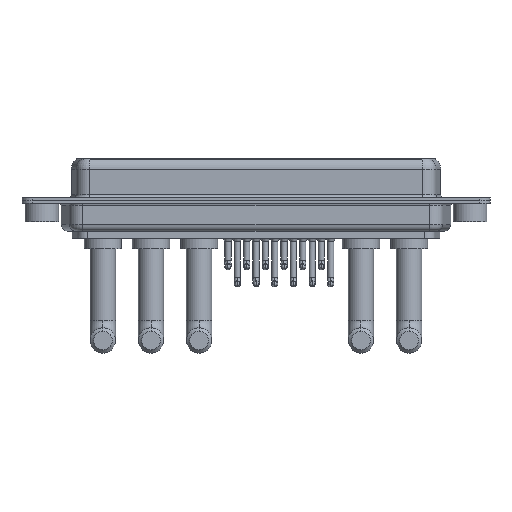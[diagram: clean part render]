
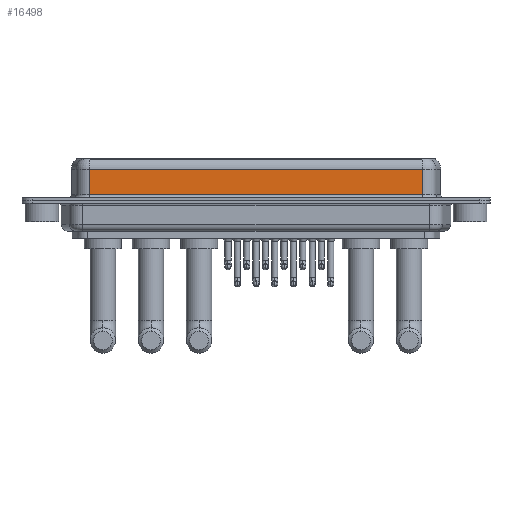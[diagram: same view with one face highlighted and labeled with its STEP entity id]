
A CAD part, front view. The second image highlights one B-rep face of the part: STEP entity #16498.
In plain terms, the highlighted planar face has unit normal (0, -1, 0).
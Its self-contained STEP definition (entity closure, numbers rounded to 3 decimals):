
#86 = PLANE ( 'NONE',  #7700 ) ;
#952 = VECTOR ( 'NONE', #19604, 1000. ) ;
#1465 = ORIENTED_EDGE ( 'NONE', *, *, #12486, .T. ) ;
#1774 = EDGE_CURVE ( 'NONE', #3038, #18426, #18830, .T. ) ;
#2358 = CARTESIAN_POINT ( 'NONE',  ( 56.462, -3.95, 0.9 ) ) ;
#2655 = CARTESIAN_POINT ( 'NONE',  ( 56.462, -3.95, 6.4 ) ) ;
#2850 = VECTOR ( 'NONE', #9225, 1000. ) ;
#2940 = DIRECTION ( 'NONE',  ( 0., 1., 0. ) ) ;
#3038 = VERTEX_POINT ( 'NONE', #19765 ) ;
#5309 = DIRECTION ( 'NONE',  ( 0., 0., -1. ) ) ;
#6265 = CARTESIAN_POINT ( 'NONE',  ( 56.462, -3.95, 4.65 ) ) ;
#6307 = CARTESIAN_POINT ( 'NONE',  ( 56.462, -3.95, 6.4 ) ) ;
#7300 = VECTOR ( 'NONE', #5309, 1000. ) ;
#7700 = AXIS2_PLACEMENT_3D ( 'NONE', #6307, #2940, #9166 ) ;
#7928 = FACE_OUTER_BOUND ( 'NONE', #19999, .T. ) ;
#9166 = DIRECTION ( 'NONE',  ( 0., 0., 1. ) ) ;
#9225 = DIRECTION ( 'NONE',  ( -1., 0., 0. ) ) ;
#10416 = LINE ( 'NONE', #2655, #10747 ) ;
#10686 = VERTEX_POINT ( 'NONE', #14233 ) ;
#10747 = VECTOR ( 'NONE', #15331, 1000. ) ;
#12347 = ORIENTED_EDGE ( 'NONE', *, *, #19356, .T. ) ;
#12486 = EDGE_CURVE ( 'NONE', #18426, #10686, #12889, .T. ) ;
#12617 = VERTEX_POINT ( 'NONE', #19610 ) ;
#12889 = LINE ( 'NONE', #12983, #7300 ) ;
#12929 = CARTESIAN_POINT ( 'NONE',  ( 7.038, -3.95, 4.65 ) ) ;
#12983 = CARTESIAN_POINT ( 'NONE',  ( 7.038, -3.95, 6.4 ) ) ;
#14233 = CARTESIAN_POINT ( 'NONE',  ( 7.038, -3.95, 0.9 ) ) ;
#14922 = LINE ( 'NONE', #2358, #952 ) ;
#15253 = ORIENTED_EDGE ( 'NONE', *, *, #19481, .F. ) ;
#15331 = DIRECTION ( 'NONE',  ( 0., 0., -1. ) ) ;
#16249 = ORIENTED_EDGE ( 'NONE', *, *, #1774, .T. ) ;
#16498 = ADVANCED_FACE ( 'NONE', ( #7928 ), #86, .F. ) ;
#18426 = VERTEX_POINT ( 'NONE', #12929 ) ;
#18830 = LINE ( 'NONE', #6265, #2850 ) ;
#19356 = EDGE_CURVE ( 'NONE', #10686, #12617, #14922, .T. ) ;
#19481 = EDGE_CURVE ( 'NONE', #3038, #12617, #10416, .T. ) ;
#19604 = DIRECTION ( 'NONE',  ( 1., 0., 0. ) ) ;
#19610 = CARTESIAN_POINT ( 'NONE',  ( 56.462, -3.95, 0.9 ) ) ;
#19765 = CARTESIAN_POINT ( 'NONE',  ( 56.462, -3.95, 4.65 ) ) ;
#19999 = EDGE_LOOP ( 'NONE', ( #15253, #16249, #1465, #12347 ) ) ;
